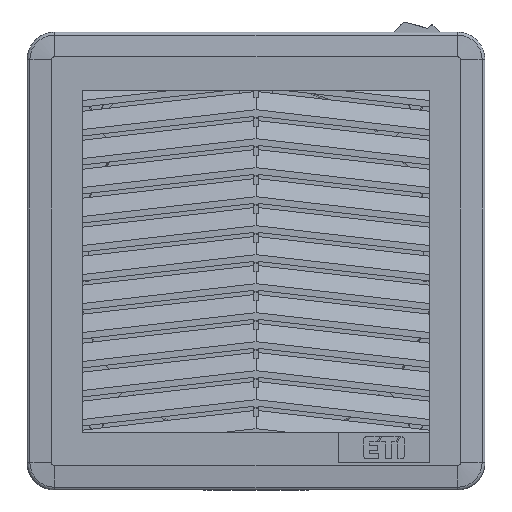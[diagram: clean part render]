
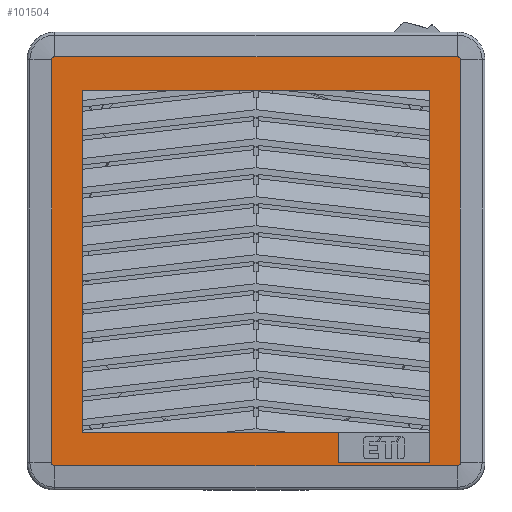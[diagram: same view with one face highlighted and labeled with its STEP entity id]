
A CAD part, front view. The second image highlights one B-rep face of the part: STEP entity #101504.
In plain terms, the highlighted planar face has unit normal (0, -1, 0).
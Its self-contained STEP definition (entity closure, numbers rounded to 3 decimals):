
#89695=DIRECTION('',(0.,0.,-1.));
#89696=VECTOR('',#89695,132.);
#89697=CARTESIAN_POINT('',(367.,-29.2,
67.1));
#89698=LINE('',#89697,#89696);
#89702=CARTESIAN_POINT('',(366.,-29.2,-64.9));
#89703=DIRECTION('',(0.,1.,0.));
#89704=DIRECTION('',(1.,0.,0.));
#89705=AXIS2_PLACEMENT_3D('',#89702,#89703,#89704);
#89710=DIRECTION('',(-1.,0.,0.));
#89711=VECTOR('',#89710,132.);
#89712=CARTESIAN_POINT('',(366.,-29.2,-65.9));
#89713=LINE('',#89712,#89711);
#89717=CARTESIAN_POINT('',(234.,-29.2,-64.9));
#89718=DIRECTION('',(0.,1.,0.));
#89719=DIRECTION('',(0.,0.,-1.));
#89720=AXIS2_PLACEMENT_3D('',#89717,#89718,#89719);
#89725=DIRECTION('',(0.,0.,1.));
#89726=VECTOR('',#89725,132.);
#89727=CARTESIAN_POINT('',(233.,-29.2,
-64.9));
#89728=LINE('',#89727,#89726);
#89732=CARTESIAN_POINT('',(234.,-29.2,67.1));
#89733=DIRECTION('',(0.,1.,0.));
#89734=DIRECTION('',(-1.,0.,0.));
#89735=AXIS2_PLACEMENT_3D('',#89732,#89733,#89734);
#89740=DIRECTION('',(1.,0.,0.));
#89741=VECTOR('',#89740,132.);
#89742=CARTESIAN_POINT('',(234.,-29.2,
68.1));
#89743=LINE('',#89742,#89741);
#89747=CARTESIAN_POINT('',(366.,-29.2,67.1));
#89748=DIRECTION('',(0.,1.,0.));
#89749=DIRECTION('',(0.,0.,1.));
#89750=AXIS2_PLACEMENT_3D('',#89747,#89748,#89749);
#90005=DIRECTION('',(-1.,0.,0.));
#90006=VECTOR('',#90005,30.);
#90007=CARTESIAN_POINT('',(357.,-29.2,-64.9));
#90008=LINE('',#90007,#90006);
#90033=DIRECTION('',(0.,0.,-1.));
#90034=VECTOR('',#90033,122.);
#90035=CARTESIAN_POINT('',(357.,-29.2,57.1));
#90036=LINE('',#90035,#90034);
#90334=DIRECTION('',(-1.,0.,0.));
#90335=VECTOR('',#90334,84.);
#90336=CARTESIAN_POINT('',(327.,-29.2,-54.9));
#90337=LINE('',#90336,#90335);
#90348=DIRECTION('',(0.,0.,1.));
#90349=VECTOR('',#90348,10.);
#90350=CARTESIAN_POINT('',(327.,-29.2,-64.9));
#90351=LINE('',#90350,#90349);
#90390=DIRECTION('',(0.,0.,1.));
#90391=VECTOR('',#90390,112.);
#90392=CARTESIAN_POINT('',(243.,-29.2,-54.9));
#90393=LINE('',#90392,#90391);
#92189=DIRECTION('',(1.,0.,0.));
#92190=VECTOR('',#92189,114.);
#92191=CARTESIAN_POINT('',(243.,-29.2,57.1));
#92192=LINE('',#92191,#92190);
#99583=CARTESIAN_POINT('',(233.,-29.2,
-64.9));
#99584=VERTEX_POINT('',#99583);
#99585=CARTESIAN_POINT('',(234.,-29.2,-65.9));
#99586=VERTEX_POINT('',#99585);
#99587=CARTESIAN_POINT('',(233.,-29.2,
67.1));
#99588=VERTEX_POINT('',#99587);
#99591=CARTESIAN_POINT('',(367.,-29.2,
67.1));
#99592=CARTESIAN_POINT('',(367.,-29.2,
-64.9));
#99593=VERTEX_POINT('',#99591);
#99594=VERTEX_POINT('',#99592);
#99595=CARTESIAN_POINT('',(366.,-29.2,-65.9));
#99596=VERTEX_POINT('',#99595);
#99597=CARTESIAN_POINT('',(234.,-29.2,
68.1));
#99598=VERTEX_POINT('',#99597);
#99599=CARTESIAN_POINT('',(366.,-29.2,
68.1));
#99600=VERTEX_POINT('',#99599);
#99601=CARTESIAN_POINT('',(357.,-29.2,-64.9));
#99602=CARTESIAN_POINT('',(327.,-29.2,-64.9));
#99603=VERTEX_POINT('',#99601);
#99604=VERTEX_POINT('',#99602);
#99605=CARTESIAN_POINT('',(357.,-29.2,57.1));
#99606=VERTEX_POINT('',#99605);
#99607=CARTESIAN_POINT('',(243.,-29.2,57.1));
#99608=VERTEX_POINT('',#99607);
#99609=CARTESIAN_POINT('',(243.,-29.2,-54.9));
#99610=VERTEX_POINT('',#99609);
#99611=CARTESIAN_POINT('',(327.,-29.2,-54.9));
#99612=VERTEX_POINT('',#99611);
#101469=CARTESIAN_POINT('',(219.599,-29.2,81.501));
#101470=DIRECTION('',(0.,-1.,0.));
#101471=DIRECTION('',(1.,0.,0.));
#101472=AXIS2_PLACEMENT_3D('',#101469,#101470,#101471);
#101473=PLANE('',#101472);
#101475=ORIENTED_EDGE('',*,*,#101474,.T.);
#101477=ORIENTED_EDGE('',*,*,#101476,.T.);
#101479=ORIENTED_EDGE('',*,*,#101478,.T.);
#101480=ORIENTED_EDGE('',*,*,#101432,.T.);
#101481=ORIENTED_EDGE('',*,*,#101452,.T.);
#101483=ORIENTED_EDGE('',*,*,#101482,.T.);
#101485=ORIENTED_EDGE('',*,*,#101484,.T.);
#101487=ORIENTED_EDGE('',*,*,#101486,.T.);
#101488=EDGE_LOOP('',(#101475,#101477,#101479,#101480,#101481,#101483,#101485,
#101487));
#101489=FACE_OUTER_BOUND('',#101488,.F.);
#101491=ORIENTED_EDGE('',*,*,#101490,.F.);
#101493=ORIENTED_EDGE('',*,*,#101492,.F.);
#101495=ORIENTED_EDGE('',*,*,#101494,.F.);
#101497=ORIENTED_EDGE('',*,*,#101496,.F.);
#101499=ORIENTED_EDGE('',*,*,#101498,.F.);
#101501=ORIENTED_EDGE('',*,*,#101500,.F.);
#101502=EDGE_LOOP('',(#101491,#101493,#101495,#101497,#101499,#101501));
#101503=FACE_BOUND('',#101502,.F.);
#89706=CIRCLE('',#89705,1.);
#89721=CIRCLE('',#89720,1.);
#89736=CIRCLE('',#89735,1.);
#89751=CIRCLE('',#89750,1.);
#101432=EDGE_CURVE('',#99586,#99584,#89721,.T.);
#101452=EDGE_CURVE('',#99584,#99588,#89728,.T.);
#101474=EDGE_CURVE('',#99593,#99594,#89698,.T.);
#101476=EDGE_CURVE('',#99594,#99596,#89706,.T.);
#101478=EDGE_CURVE('',#99596,#99586,#89713,.T.);
#101482=EDGE_CURVE('',#99588,#99598,#89736,.T.);
#101484=EDGE_CURVE('',#99598,#99600,#89743,.T.);
#101486=EDGE_CURVE('',#99600,#99593,#89751,.T.);
#101490=EDGE_CURVE('',#99603,#99604,#90008,.T.);
#101492=EDGE_CURVE('',#99606,#99603,#90036,.T.);
#101494=EDGE_CURVE('',#99608,#99606,#92192,.T.);
#101496=EDGE_CURVE('',#99610,#99608,#90393,.T.);
#101498=EDGE_CURVE('',#99612,#99610,#90337,.T.);
#101500=EDGE_CURVE('',#99604,#99612,#90351,.T.);
#101504=ADVANCED_FACE('',(#101489,#101503),#101473,.T.);
